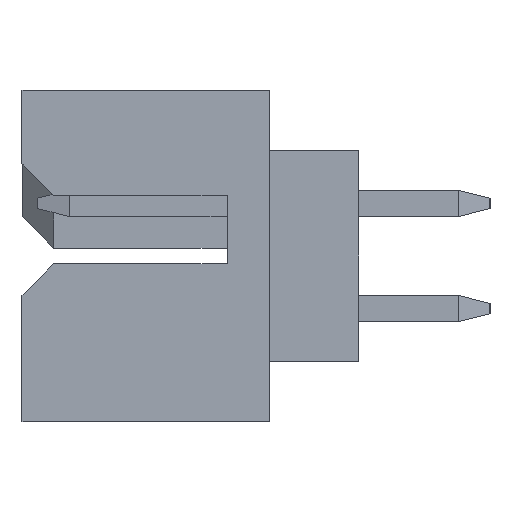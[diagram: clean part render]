
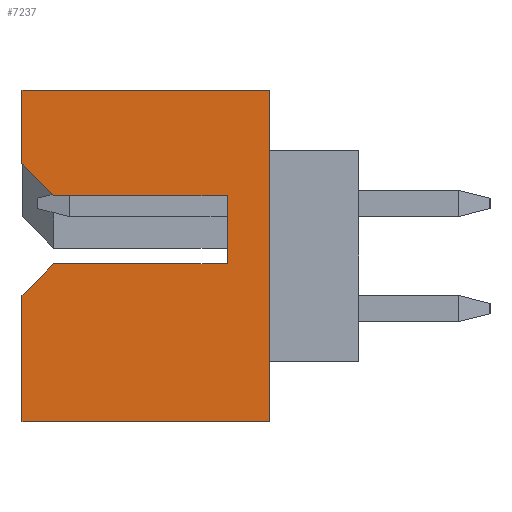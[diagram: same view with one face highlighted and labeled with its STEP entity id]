
A CAD part, left-side view. The second image highlights one B-rep face of the part: STEP entity #7237.
In plain terms, the highlighted planar face has unit normal (-1, 0, 0).
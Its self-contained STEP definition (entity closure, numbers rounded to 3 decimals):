
#1=DIRECTION('',(0.,-1.,0.));
#2=VECTOR('',#1,4.7);
#3=CARTESIAN_POINT('',(-11.325,3.2,-3.15));
#4=LINE('',#3,#2);
#17=DIRECTION('',(0.,0.707,-0.707));
#18=VECTOR('',#17,0.849);
#19=CARTESIAN_POINT('',(-11.325,2.6,-0.15));
#20=LINE('',#19,#18);
#21=DIRECTION('',(0.,-1.,0.));
#22=VECTOR('',#21,3.3);
#23=CARTESIAN_POINT('',(-11.325,2.6,-0.15));
#24=LINE('',#23,#22);
#25=DIRECTION('',(0.,0.,-1.));
#26=VECTOR('',#25,1.3);
#27=CARTESIAN_POINT('',(-11.325,-0.7,1.15));
#28=LINE('',#27,#26);
#29=DIRECTION('',(0.,-1.,0.));
#30=VECTOR('',#29,3.3);
#31=CARTESIAN_POINT('',(-11.325,2.6,1.15));
#32=LINE('',#31,#30);
#33=DIRECTION('',(0.,-0.707,-0.707));
#34=VECTOR('',#33,0.849);
#35=CARTESIAN_POINT('',(-11.325,3.2,1.75));
#36=LINE('',#35,#34);
#37=DIRECTION('',(0.,0.,1.));
#38=VECTOR('',#37,1.4);
#39=CARTESIAN_POINT('',(-11.325,3.2,1.75));
#40=LINE('',#39,#38);
#41=DIRECTION('',(0.,0.,1.));
#42=VECTOR('',#41,6.3);
#43=CARTESIAN_POINT('',(-11.325,-1.5,-3.15));
#44=LINE('',#43,#42);
#45=DIRECTION('',(0.,0.,1.));
#46=VECTOR('',#45,2.4);
#47=CARTESIAN_POINT('',(-11.325,3.2,-3.15));
#48=LINE('',#47,#46);
#4891=DIRECTION('',(0.,-1.,0.));
#4892=VECTOR('',#4891,4.7);
#4893=CARTESIAN_POINT('',(-11.325,3.2,3.15));
#4894=LINE('',#4893,#4892);
#5484=CARTESIAN_POINT('',(-11.325,3.2,-3.15));
#5486=VERTEX_POINT('',#5484);
#5503=CARTESIAN_POINT('',(-11.325,-1.5,-3.15));
#5504=VERTEX_POINT('',#5503);
#5507=CARTESIAN_POINT('',(-11.325,3.2,3.15));
#5508=CARTESIAN_POINT('',(-11.325,-1.5,3.15));
#5509=VERTEX_POINT('',#5507);
#5510=VERTEX_POINT('',#5508);
#5559=CARTESIAN_POINT('',(-11.325,-0.7,1.15));
#5560=CARTESIAN_POINT('',(-11.325,-0.7,-0.15));
#5561=VERTEX_POINT('',#5559);
#5562=VERTEX_POINT('',#5560);
#5859=CARTESIAN_POINT('',(-11.325,2.6,-0.15));
#5860=CARTESIAN_POINT('',(-11.325,3.2,-0.75));
#5861=VERTEX_POINT('',#5859);
#5862=VERTEX_POINT('',#5860);
#5903=CARTESIAN_POINT('',(-11.325,3.2,1.75));
#5904=CARTESIAN_POINT('',(-11.325,2.6,1.15));
#5905=VERTEX_POINT('',#5903);
#5906=VERTEX_POINT('',#5904);
#7211=CARTESIAN_POINT('',(-11.325,3.2,-3.15));
#7212=DIRECTION('',(-1.,0.,0.));
#7213=DIRECTION('',(0.,-1.,0.));
#7214=AXIS2_PLACEMENT_3D('',#7211,#7212,#7213);
#7215=PLANE('',#7214);
#7217=ORIENTED_EDGE('',*,*,#7216,.F.);
#7219=ORIENTED_EDGE('',*,*,#7218,.T.);
#7221=ORIENTED_EDGE('',*,*,#7220,.F.);
#7223=ORIENTED_EDGE('',*,*,#7222,.F.);
#7225=ORIENTED_EDGE('',*,*,#7224,.F.);
#7227=ORIENTED_EDGE('',*,*,#7226,.T.);
#7229=ORIENTED_EDGE('',*,*,#7228,.T.);
#7231=ORIENTED_EDGE('',*,*,#7230,.F.);
#7232=ORIENTED_EDGE('',*,*,#7200,.F.);
#7234=ORIENTED_EDGE('',*,*,#7233,.T.);
#7235=EDGE_LOOP('',(#7217,#7219,#7221,#7223,#7225,#7227,#7229,#7231,#7232,
#7234));
#7236=FACE_OUTER_BOUND('',#7235,.F.);
#7237=ADVANCED_FACE('',(#7236),#7215,.T.);
#7200=EDGE_CURVE('',#5486,#5504,#4,.T.);
#7216=EDGE_CURVE('',#5861,#5862,#20,.T.);
#7218=EDGE_CURVE('',#5861,#5562,#24,.T.);
#7220=EDGE_CURVE('',#5561,#5562,#28,.T.);
#7222=EDGE_CURVE('',#5906,#5561,#32,.T.);
#7224=EDGE_CURVE('',#5905,#5906,#36,.T.);
#7226=EDGE_CURVE('',#5905,#5509,#40,.T.);
#7228=EDGE_CURVE('',#5509,#5510,#4894,.T.);
#7230=EDGE_CURVE('',#5504,#5510,#44,.T.);
#7233=EDGE_CURVE('',#5486,#5862,#48,.T.);
